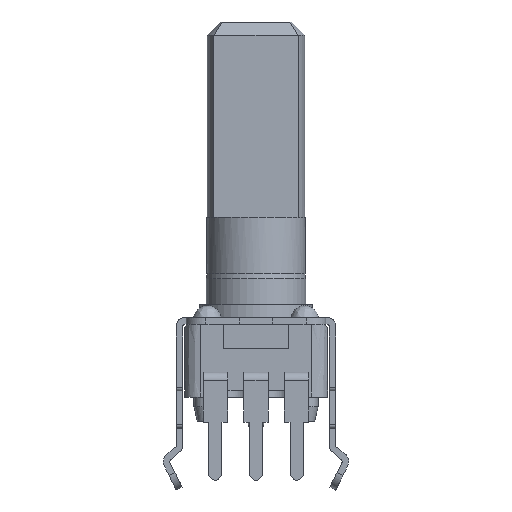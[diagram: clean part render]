
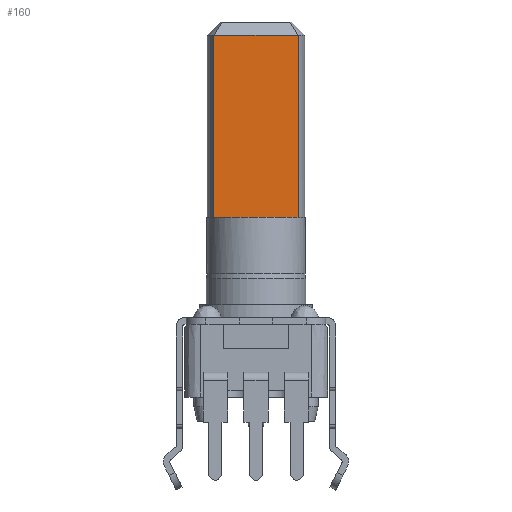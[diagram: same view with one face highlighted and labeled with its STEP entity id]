
A CAD part, front view. The second image highlights one B-rep face of the part: STEP entity #160.
In plain terms, the highlighted planar face has unit normal (0, -1, 0).
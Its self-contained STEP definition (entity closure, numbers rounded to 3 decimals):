
#160=ADVANCED_FACE('',(#419),#4051,.T.);
#419=FACE_OUTER_BOUND('',#679,.T.);
#679=EDGE_LOOP('',(#1002,#1003,#1004,#1005));
#1002=ORIENTED_EDGE('',*,*,#2258,.F.);
#1003=ORIENTED_EDGE('',*,*,#2236,.F.);
#1004=ORIENTED_EDGE('',*,*,#2253,.T.);
#1005=ORIENTED_EDGE('',*,*,#2255,.F.);
#2236=EDGE_CURVE('',#3604,#3600,#2916,.T.);
#2253=EDGE_CURVE('',#3604,#3614,#2924,.T.);
#2255=EDGE_CURVE('',#3615,#3614,#2925,.T.);
#2258=EDGE_CURVE('',#3600,#3615,#2927,.T.);
#2916=B_SPLINE_CURVE_WITH_KNOTS('',1,(#4883,#4884),.UNSPECIFIED.,.F.,.F.,
(2,2),(0.,11.2),.UNSPECIFIED.);
#2924=B_SPLINE_CURVE_WITH_KNOTS('',1,(#4944,#4945),.UNSPECIFIED.,.F.,.F.,
(2,2),(-5.196,0.),.UNSPECIFIED.);
#2925=B_SPLINE_CURVE_WITH_KNOTS('',1,(#4949,#4950),.UNSPECIFIED.,.F.,.F.,
(2,2),(0.,11.2),.UNSPECIFIED.);
#2927=B_SPLINE_CURVE_WITH_KNOTS('',1,(#4956,#4957),.UNSPECIFIED.,.F.,.F.,
(2,2),(-5.196,0.),.UNSPECIFIED.);
#3600=VERTEX_POINT('',#4837);
#3604=VERTEX_POINT('',#4841);
#3614=VERTEX_POINT('',#4851);
#3615=VERTEX_POINT('',#4852);
#4051=PLANE('',#4330);
#4330=AXIS2_PLACEMENT_3D('',#4814,#4473,$);
#4473=DIRECTION('',(0.,-1.,0.));
#4814=CARTESIAN_POINT('',(-3.118,-1.5,11.89));
#4837=CARTESIAN_POINT('',(-2.598,-1.5,24.21));
#4841=CARTESIAN_POINT('',(-2.598,-1.5,13.01));
#4851=CARTESIAN_POINT('',(2.598,-1.5,13.01));
#4852=CARTESIAN_POINT('',(2.598,-1.5,24.21));
#4883=CARTESIAN_POINT('',(-2.598,-1.5,13.01));
#4884=CARTESIAN_POINT('',(-2.598,-1.5,24.21));
#4944=CARTESIAN_POINT('',(-2.598,-1.5,13.01));
#4945=CARTESIAN_POINT('',(2.598,-1.5,13.01));
#4949=CARTESIAN_POINT('',(2.598,-1.5,24.21));
#4950=CARTESIAN_POINT('',(2.598,-1.5,13.01));
#4956=CARTESIAN_POINT('',(-2.598,-1.5,24.21));
#4957=CARTESIAN_POINT('',(2.598,-1.5,24.21));
